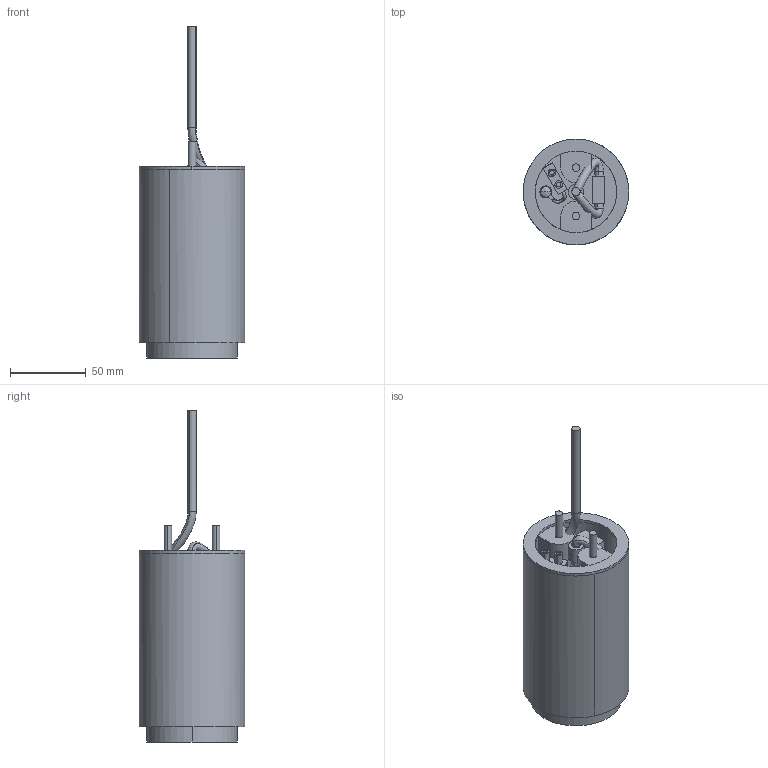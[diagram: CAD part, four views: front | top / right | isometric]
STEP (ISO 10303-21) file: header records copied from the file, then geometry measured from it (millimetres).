
FILE_DESCRIPTION(/* description */ (''),/* implementation_level */ '2;1');
FILE_NAME(/* name */ 'T407_Propilei_Soffitto',/* time_stamp */ '2023-09-20T10:41:05+02:00',/* author */ (''),/* organization */ (''),/* preprocessor_version */ 'ST-DEVELOPER v16.5',/* originating_system */ 'Rhino 7.20',/* authorisation */ '');
FILE_SCHEMA (('CONFIG_CONTROL_DESIGN'));
Length unit declared in the file: millimetre
Products named in the file (1): Document
Bounding box: 70 x 70 x 219.86 mm (x, y, z)
Volume: 321607.6 mm3; surface area: 89309.4 mm2
Topology: 21 solids, 21 shells, 385 faces, 867 edges, 543 vertices
Faces by surface type: plane 181, cylinder 125, bspline 79
Entity records: 12641 total; most frequent: CARTESIAN_POINT 6844, ORIENTED_EDGE 1704, EDGE_CURVE 852, VERTEX_POINT 537, EDGE_LOOP 433, B_SPLINE_CURVE_WITH_KNOTS 407, ADVANCED_FACE 385, FACE_OUTER_BOUND 385
